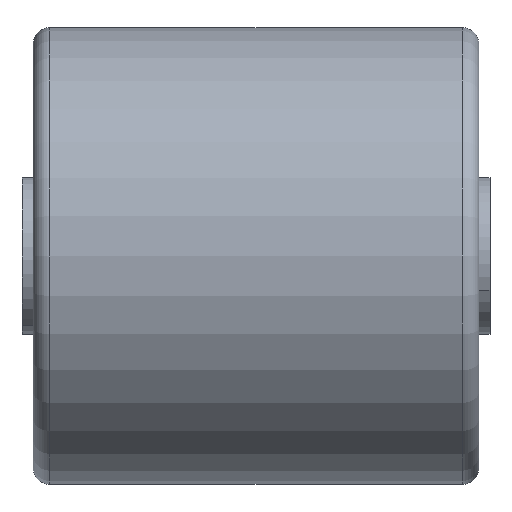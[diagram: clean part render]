
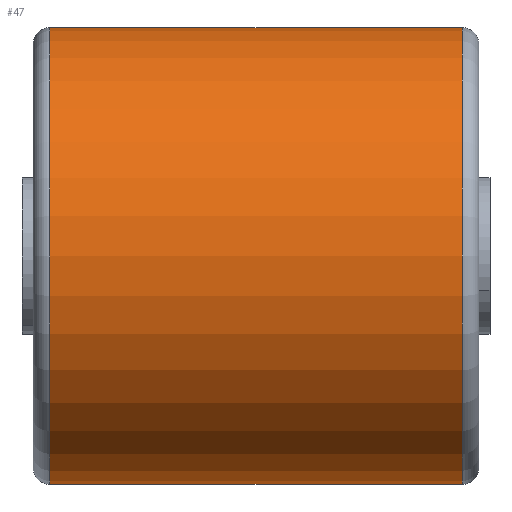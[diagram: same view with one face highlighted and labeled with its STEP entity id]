
A CAD part, front view. The second image highlights one B-rep face of the part: STEP entity #47.
In plain terms, the highlighted cylindrical face has radius 41 mm (diameter 82 mm), a partial arc.
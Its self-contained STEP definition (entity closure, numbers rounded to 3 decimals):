
#44 = CARTESIAN_POINT ( 'NONE',  ( 3., 0., 41. ) ) ;
#47 = ADVANCED_FACE ( 'NONE', ( #2313 ), #2099, .T. ) ;
#115 = ORIENTED_EDGE ( 'NONE', *, *, #429, .T. ) ;
#143 = DIRECTION ( 'NONE',  ( -1., 0., 0. ) ) ;
#212 = CARTESIAN_POINT ( 'NONE',  ( 0., 0., -41. ) ) ;
#245 = EDGE_CURVE ( 'NONE', #1861, #265, #2203, .T. ) ;
#265 = VERTEX_POINT ( 'NONE', #2165 ) ;
#296 = VECTOR ( 'NONE', #613, 1000. ) ;
#331 = ORIENTED_EDGE ( 'NONE', *, *, #2275, .T. ) ;
#364 = CARTESIAN_POINT ( 'NONE',  ( 77., 0., -41. ) ) ;
#429 = EDGE_CURVE ( 'NONE', #1473, #1861, #1784, .T. ) ;
#461 = AXIS2_PLACEMENT_3D ( 'NONE', #1337, #541, #1361 ) ;
#469 = EDGE_CURVE ( 'NONE', #1695, #265, #1867, .T. ) ;
#478 = AXIS2_PLACEMENT_3D ( 'NONE', #1246, #143, #1435 ) ;
#541 = DIRECTION ( 'NONE',  ( 1., 0., 0. ) ) ;
#613 = DIRECTION ( 'NONE',  ( -1., 0., 0. ) ) ;
#690 = CIRCLE ( 'NONE', #478, 41. ) ;
#891 = DIRECTION ( 'NONE',  ( -1., 0., 0. ) ) ;
#1066 = EDGE_LOOP ( 'NONE', ( #2326, #331, #115, #2182 ) ) ;
#1074 = DIRECTION ( 'NONE',  ( 0., 0., 1. ) ) ;
#1246 = CARTESIAN_POINT ( 'NONE',  ( 77., 0., 0. ) ) ;
#1315 = DIRECTION ( 'NONE',  ( -1., 0., 0. ) ) ;
#1337 = CARTESIAN_POINT ( 'NONE',  ( 3., 0., 0. ) ) ;
#1361 = DIRECTION ( 'NONE',  ( 0., 0., -1. ) ) ;
#1426 = AXIS2_PLACEMENT_3D ( 'NONE', #1836, #891, #1074 ) ;
#1435 = DIRECTION ( 'NONE',  ( 0., 0., 1. ) ) ;
#1473 = VERTEX_POINT ( 'NONE', #1660 ) ;
#1660 = CARTESIAN_POINT ( 'NONE',  ( 77., 0., 41. ) ) ;
#1695 = VERTEX_POINT ( 'NONE', #364 ) ;
#1784 = LINE ( 'NONE', #1838, #296 ) ;
#1836 = CARTESIAN_POINT ( 'NONE',  ( 0., 0., 0. ) ) ;
#1838 = CARTESIAN_POINT ( 'NONE',  ( 0., 0., 41. ) ) ;
#1861 = VERTEX_POINT ( 'NONE', #44 ) ;
#1867 = LINE ( 'NONE', #212, #2294 ) ;
#2099 = CYLINDRICAL_SURFACE ( 'NONE', #1426, 41. ) ;
#2165 = CARTESIAN_POINT ( 'NONE',  ( 3., 0., -41. ) ) ;
#2182 = ORIENTED_EDGE ( 'NONE', *, *, #245, .T. ) ;
#2203 = CIRCLE ( 'NONE', #461, 41. ) ;
#2275 = EDGE_CURVE ( 'NONE', #1695, #1473, #690, .T. ) ;
#2294 = VECTOR ( 'NONE', #1315, 1000. ) ;
#2313 = FACE_OUTER_BOUND ( 'NONE', #1066, .T. ) ;
#2326 = ORIENTED_EDGE ( 'NONE', *, *, #469, .F. ) ;
